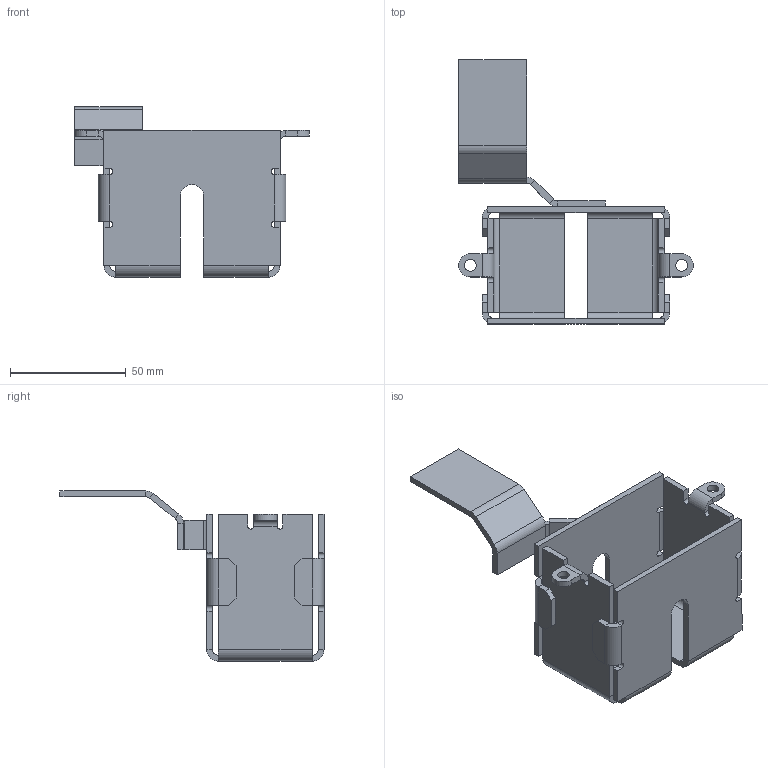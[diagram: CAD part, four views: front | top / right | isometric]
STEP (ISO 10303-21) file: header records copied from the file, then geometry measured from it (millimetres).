
FILE_DESCRIPTION(/* description */ (''),/* implementation_level */ '2;1');
FILE_NAME(/* name */ 'Tut_3 v1.step',/* time_stamp */ '2024-06-26T18:20:50+05:30',/* author */ (''),/* organization */ (''),/* preprocessor_version */ 'ST-DEVELOPER v20',/* originating_system */ 'Autodesk Translation Framework v13.14.0.145',/* authorisation */ '');
FILE_SCHEMA (('AUTOMOTIVE_DESIGN { 1 0 10303 214 3 1 1 }'));
Length unit declared in the file: inch
Products named in the file (2): Tut_3; outlet box
Assembly tree (1 placements, depth 2):
  Tut_3
    outlet box
Bounding box: 101.6 x 114.3 x 73.66 mm (x, y, z)
Volume: 50261.9 mm3; surface area: 43489 mm2
Topology: 2 solids, 2 shells, 193 faces, 445 edges, 254 vertices
Faces by surface type: plane 143, cylinder 50
Full cylindrical faces by diameter (mm): 5.08 x2
Entity records: 5341 total; most frequent: DIRECTION 937, CARTESIAN_POINT 895, ORIENTED_EDGE 890, EDGE_CURVE 445, LINE 345, VECTOR 345, AXIS2_PLACEMENT_3D 296, VERTEX_POINT 254
